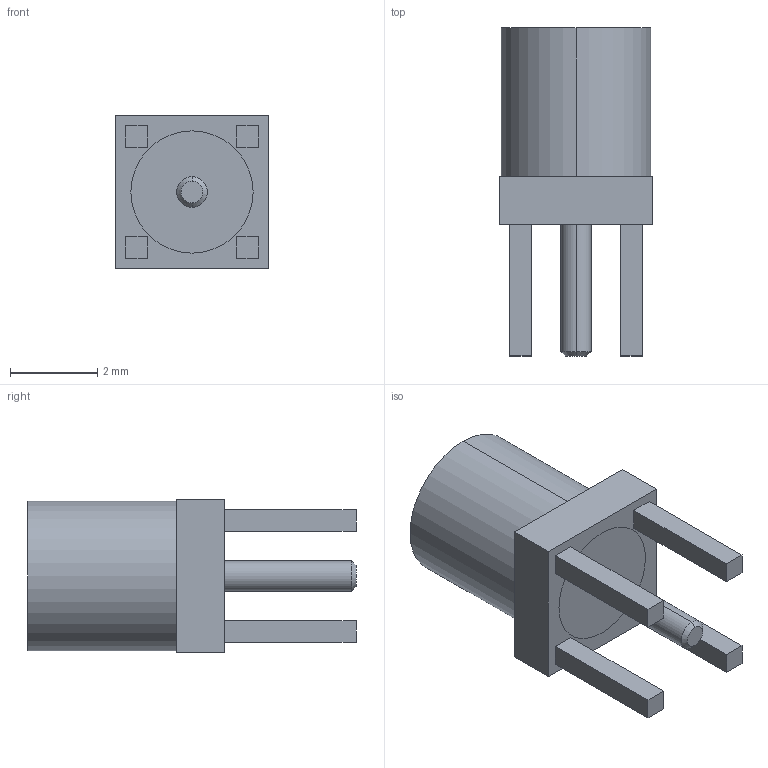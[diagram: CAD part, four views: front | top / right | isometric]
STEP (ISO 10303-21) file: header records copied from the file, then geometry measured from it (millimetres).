
FILE_DESCRIPTION (( 'STEP AP214' ), '1' );
FILE_NAME ('CONMMCX001.STEP', '2020-11-13T19:12:28', ( '' ), ( '' ), 'SwSTEP 2.0', 'SolidWorks 2017', '' );
FILE_SCHEMA (( 'AUTOMOTIVE_DESIGN' ));
Length unit declared in the file: millimetre
Products named in the file (1): CONMMCX001
Bounding box: 3.5 x 7.5 x 3.5 mm (x, y, z)
Volume: 30.2 mm3; surface area: 163.8 mm2
Topology: 3 solids, 3 shells, 57 faces, 130 edges, 86 vertices
Faces by surface type: plane 39, cylinder 16, cone 2
Entity records: 1666 total; most frequent: DIRECTION 284, CARTESIAN_POINT 274, ORIENTED_EDGE 260, EDGE_CURVE 130, AXIS2_PLACEMENT_3D 96, LINE 92, VECTOR 92, VERTEX_POINT 86
